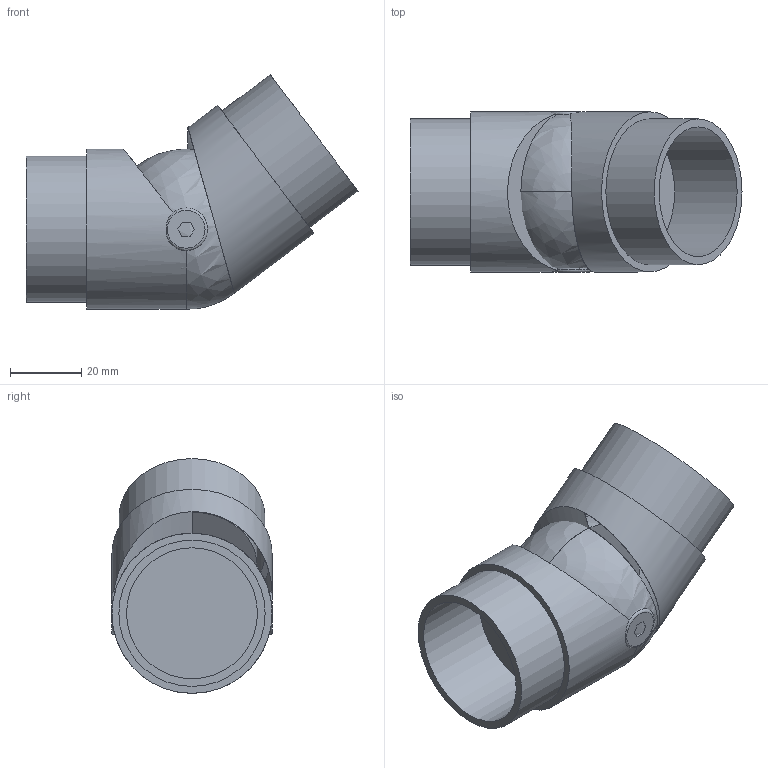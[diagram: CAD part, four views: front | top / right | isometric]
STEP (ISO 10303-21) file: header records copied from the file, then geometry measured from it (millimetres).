
FILE_DESCRIPTION(/* description */ (''),/* implementation_level */ '2;1');
FILE_NAME(/* name */ 'Universalgelernk_X41.stp',/* time_stamp */ '2017-08-11T12:34:36+02:00',/* author */ (''),/* organization */ (''),/* preprocessor_version */ 'ST-DEVELOPER v16',/* originating_system */ 'SIEMENS PLM Software NX 11.0',/* authorisation */ '');
FILE_SCHEMA (('AUTOMOTIVE_DESIGN { 1 0 10303 214 3 1 1 1 }'));
Length unit declared in the file: millimetre
Products named in the file (1): Goge38A47EB9in17
Bounding box: 93.27 x 45.2 x 65.95 mm (x, y, z)
Volume: 101919.3 mm3; surface area: 27477.1 mm2
Topology: 2 solids, 2 shells, 48 faces, 124 edges, 80 vertices
Faces by surface type: plane 35, cylinder 8, sphere 2, torus 2, bspline 1
Full cylindrical faces by diameter (mm): 36.43 x1, 36.796 x1, 40.985 x1, 41.1 x1, 45 x2
Entity records: 1561 total; most frequent: CARTESIAN_POINT 400, DIRECTION 227, ORIENTED_EDGE 216, EDGE_CURVE 108, AXIS2_PLACEMENT_3D 82, VERTEX_POINT 75, EDGE_LOOP 63, LINE 63
